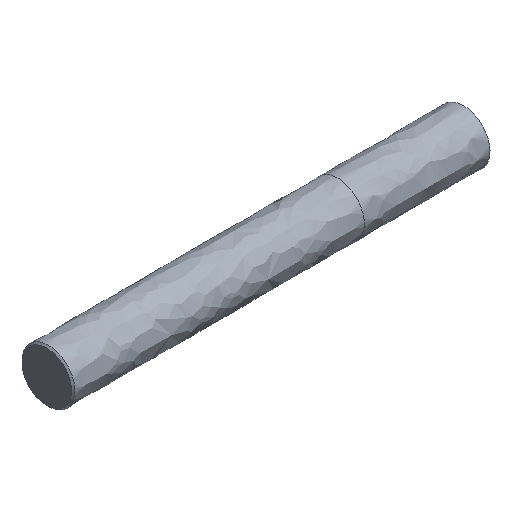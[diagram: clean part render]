
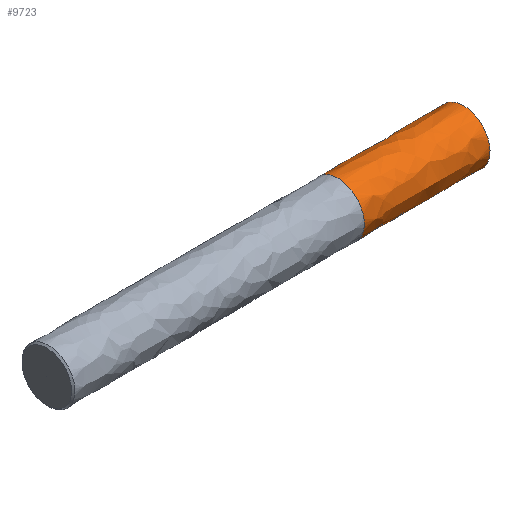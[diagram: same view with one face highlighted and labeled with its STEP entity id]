
A CAD part, isometric view. The second image highlights one B-rep face of the part: STEP entity #9723.
In plain terms, the highlighted free-form (B-spline) face has degree [5, 3] with [6, 4] control points.
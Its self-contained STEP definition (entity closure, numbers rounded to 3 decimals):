
#9629 = CARTESIAN_POINT ('', (-19., 4., 0.));
#9630 = VERTEX_POINT ('', #9629);
#9638 = CARTESIAN_POINT ('', (-19., 4., 0.));
#9639 = CARTESIAN_POINT ('', (-19., 4., -16.));
#9640 = CARTESIAN_POINT ('', (-19., -12., -8.));
#9641 = CARTESIAN_POINT ('', (-19., -12., 8.));
#9642 = CARTESIAN_POINT ('', (-19., 4., 16.));
#9643 = CARTESIAN_POINT ('', (-19., 4., 0.));
#9644 = (
   BOUNDED_CURVE ()
   B_SPLINE_CURVE (5, (#9638, #9639, #9640, #9641, #9642, #9643), .UNSPECIFIED., .T., .U.)
   B_SPLINE_CURVE_WITH_KNOTS ((6, 6), (0., 1.), .UNSPECIFIED.)
   CURVE ()
   GEOMETRIC_REPRESENTATION_ITEM ()
   RATIONAL_B_SPLINE_CURVE ((5., 1., 1., 1., 1., 5.))
   REPRESENTATION_ITEM ('')
);
#9645 = EDGE_CURVE ('', #9630, #9630, #9644, .T.);
#9676 = CARTESIAN_POINT ('', (0., 4., 0.));
#9677 = VERTEX_POINT ('', #9676);
#9678 = CARTESIAN_POINT ('', (0., 4., 0.));
#9679 = CARTESIAN_POINT ('', (0., 4., -16.));
#9680 = CARTESIAN_POINT ('', (0., -12., -8.));
#9681 = CARTESIAN_POINT ('', (0., -12., 8.));
#9682 = CARTESIAN_POINT ('', (0., 4., 16.));
#9683 = CARTESIAN_POINT ('', (0., 4., 0.));
#9684 = (
   BOUNDED_CURVE ()
   B_SPLINE_CURVE (5, (#9678, #9679, #9680, #9681, #9682, #9683), .UNSPECIFIED., .T., .U.)
   B_SPLINE_CURVE_WITH_KNOTS ((6, 6), (0., 1.), .UNSPECIFIED.)
   CURVE ()
   GEOMETRIC_REPRESENTATION_ITEM ()
   RATIONAL_B_SPLINE_CURVE ((5., 1., 1., 1., 1., 5.))
   REPRESENTATION_ITEM ('')
);
#9685 = EDGE_CURVE ('', #9677, #9677, #9684, .T.);
#9686 = ORIENTED_EDGE ('', *, *, #9685, .T.);
#9687 = CARTESIAN_POINT ('', (-19., 4., 0.));
#9688 = CARTESIAN_POINT ('', (-12.667, 4., 0.));
#9689 = CARTESIAN_POINT ('', (-6.333, 4., 0.));
#9690 = CARTESIAN_POINT ('', (0., 4., 0.));
#9691 = B_SPLINE_CURVE_WITH_KNOTS ('', 3, (#9687, #9688, #9689, #9690), .UNSPECIFIED., .F., .U., (4, 4), (0., 1.), .UNSPECIFIED.);
#9692 = EDGE_CURVE ('', #9630, #9677, #9691, .T.);
#9693 = ORIENTED_EDGE ('', *, *, #9692, .F.);
#9694 = ORIENTED_EDGE ('', *, *, #9645, .F.);
#9695 = ORIENTED_EDGE ('', *, *, #9692, .T.);
#9696 = EDGE_LOOP ('', (#9686, #9693, #9694, #9695));
#9697 = FACE_OUTER_BOUND ('', #9696, .T.);
#9698 = CARTESIAN_POINT ('', (-19., 4., 0.));
#9699 = CARTESIAN_POINT ('', (-12.667, 4., 0.));
#9700 = CARTESIAN_POINT ('', (-6.333, 4., 0.));
#9701 = CARTESIAN_POINT ('', (0., 4., 0.));
#9702 = CARTESIAN_POINT ('', (-19., 4., 16.));
#9703 = CARTESIAN_POINT ('', (-12.667, 4., 16.));
#9704 = CARTESIAN_POINT ('', (-6.333, 4., 16.));
#9705 = CARTESIAN_POINT ('', (0., 4., 16.));
#9706 = CARTESIAN_POINT ('', (-19., -12., 8.));
#9707 = CARTESIAN_POINT ('', (-12.667, -12., 8.));
#9708 = CARTESIAN_POINT ('', (-6.333, -12., 8.));
#9709 = CARTESIAN_POINT ('', (0., -12., 8.));
#9710 = CARTESIAN_POINT ('', (-19., -12., -8.));
#9711 = CARTESIAN_POINT ('', (-12.667, -12., -8.));
#9712 = CARTESIAN_POINT ('', (-6.333, -12., -8.));
#9713 = CARTESIAN_POINT ('', (0., -12., -8.));
#9714 = CARTESIAN_POINT ('', (-19., 4., -16.));
#9715 = CARTESIAN_POINT ('', (-12.667, 4., -16.));
#9716 = CARTESIAN_POINT ('', (-6.333, 4., -16.));
#9717 = CARTESIAN_POINT ('', (0., 4., -16.));
#9718 = CARTESIAN_POINT ('', (-19., 4., 0.));
#9719 = CARTESIAN_POINT ('', (-12.667, 4., 0.));
#9720 = CARTESIAN_POINT ('', (-6.333, 4., 0.));
#9721 = CARTESIAN_POINT ('', (0., 4., 0.));
#9722 = (
   BOUNDED_SURFACE ()
   B_SPLINE_SURFACE (5, 3, ((#9698, #9699, #9700, #9701), (#9702, #9703, #9704, #9705), (#9706, #9707, #9708, #9709), (#9710, #9711, #9712, #9713), (#9714, #9715, #9716, #9717), (#9718, #9719, #9720, #9721)), .UNSPECIFIED., .T., .F., .U.)
   B_SPLINE_SURFACE_WITH_KNOTS ((6, 6), (4, 4), (0., 1.), (0., 1.), .UNSPECIFIED.)
   SURFACE ()
   GEOMETRIC_REPRESENTATION_ITEM ()
   RATIONAL_B_SPLINE_SURFACE (((5., 5., 5., 5.), (1., 1., 1., 1.), (1., 1., 1., 1.), (1., 1., 1., 1.), (1., 1., 1., 1.), (5., 5., 5., 5.)))
   REPRESENTATION_ITEM ('')
);
#9723 = ADVANCED_FACE ('', (#9697), #9722, .T.);
